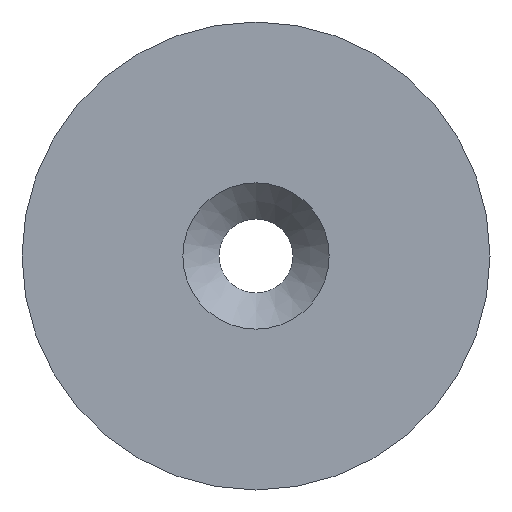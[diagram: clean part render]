
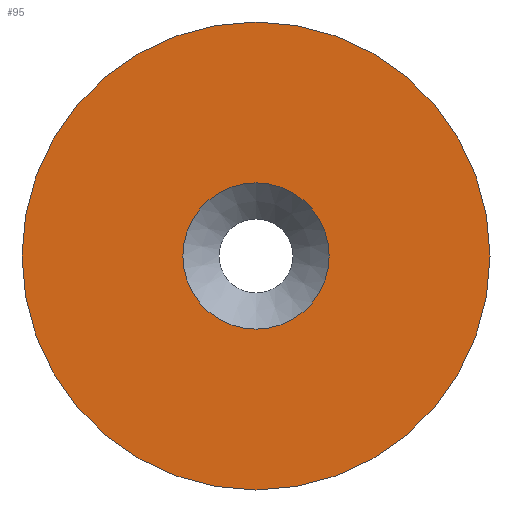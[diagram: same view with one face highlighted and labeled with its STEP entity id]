
A CAD part, left-side view. The second image highlights one B-rep face of the part: STEP entity #95.
In plain terms, the highlighted planar face has unit normal (-1, 0, 0).
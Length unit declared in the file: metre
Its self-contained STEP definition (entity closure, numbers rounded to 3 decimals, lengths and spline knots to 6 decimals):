
#15=PLANE('',#121);
#23=ORIENTED_EDGE('',*,*,#38,.T.);
#24=ORIENTED_EDGE('',*,*,#37,.T.);
#37=EDGE_CURVE('',#45,#45,#53,.T.);
#38=EDGE_CURVE('',#46,#46,#54,.T.);
#45=VERTEX_POINT('',#176);
#46=VERTEX_POINT('',#179);
#53=CIRCLE('',#120,0.01075);
#54=CIRCLE('',#122,0.00336);
#63=EDGE_LOOP('',(#23));
#64=EDGE_LOOP('',(#24));
#79=FACE_BOUND('',#63,.T.);
#80=FACE_BOUND('',#64,.T.);
#95=ADVANCED_FACE('',(#79,#80),#15,.T.);
#120=AXIS2_PLACEMENT_3D('',#175,#145,#146);
#121=AXIS2_PLACEMENT_3D('',#177,#147,#148);
#122=AXIS2_PLACEMENT_3D('',#178,#149,#150);
#145=DIRECTION('',(-1.,0.,0.));
#146=DIRECTION('',(0.,0.,1.));
#147=DIRECTION('',(-1.,0.,0.));
#148=DIRECTION('',(0.,-1.,0.));
#149=DIRECTION('',(1.,0.,0.));
#150=DIRECTION('',(0.,0.,-1.));
#175=CARTESIAN_POINT('',(-0.037139,-0.095,-0.051639));
#176=CARTESIAN_POINT('',(-0.037139,-0.095,-0.040889));
#177=CARTESIAN_POINT('',(-0.037139,-0.095,-0.051639));
#178=CARTESIAN_POINT('',(-0.037139,-0.095,-0.051639));
#179=CARTESIAN_POINT('',(-0.037139,-0.095,-0.054999));
